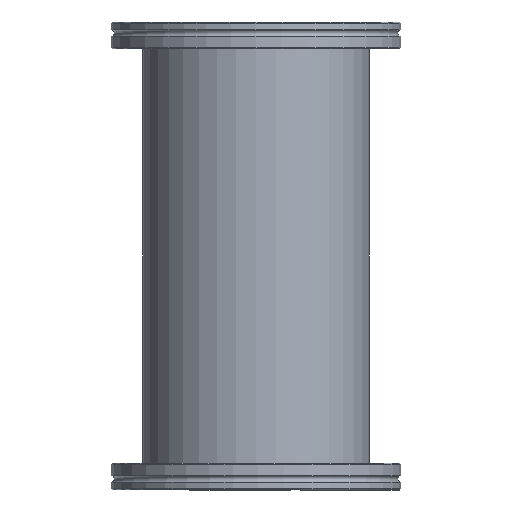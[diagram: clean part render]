
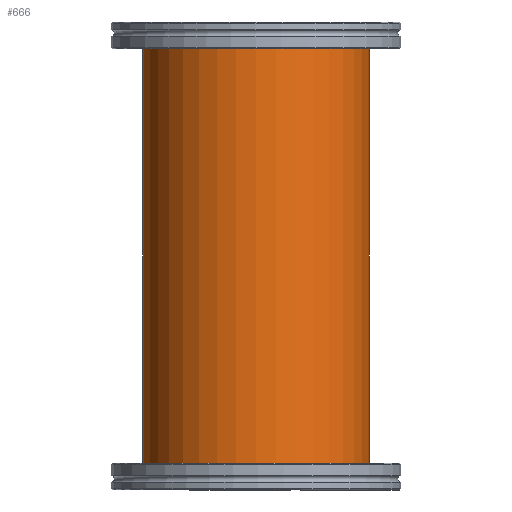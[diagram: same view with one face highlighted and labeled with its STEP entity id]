
A CAD part, left-side view. The second image highlights one B-rep face of the part: STEP entity #666.
In plain terms, the highlighted cylindrical face has radius 50.8 mm (diameter 101.6 mm), a full revolution.
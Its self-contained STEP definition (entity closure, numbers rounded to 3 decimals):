
#84=CIRCLE('',#806,50.8);
#85=CIRCLE('',#807,50.8);
#147=FACE_OUTER_BOUND('',#185,.T.);
#185=EDGE_LOOP('',(#474,#475,#476,#477,#478,#479,#480,#481,#482));
#238=LINE('',#1317,#259);
#239=LINE('',#1319,#260);
#259=VECTOR('',#929,50.8);
#260=VECTOR('',#930,50.8);
#277=B_SPLINE_CURVE_WITH_KNOTS('',3,(#1158,#1159,#1160,#1161,#1162,#1163,
#1164,#1165,#1166,#1167,#1168,#1169,#1170,#1171,#1172,#1173,#1174,#1175),
 .UNSPECIFIED.,.F.,.F.,(4,2,2,2,2,2,2,2,4),(2.901,3.264,
3.626,3.989,4.351,4.714,5.077,
5.44,5.803),.UNSPECIFIED.);
#278=B_SPLINE_CURVE_WITH_KNOTS('',3,(#1177,#1178,#1179,#1180,#1181,#1182,
#1183,#1184,#1185,#1186,#1187,#1188,#1189,#1190,#1191,#1192,#1193,#1194,
#1195,#1196,#1197,#1198,#1199,#1200,#1201,#1202,#1203,#1204,#1205,#1206,
#1207,#1208,#1209,#1210,#1211),.UNSPECIFIED.,.F.,.F.,(4,2,2,2,2,2,2,2,3,
2,2,2,2,2,2,2,4),(8.704,9.067,9.429,9.792,
10.154,10.517,10.88,11.243,11.605,
11.968,12.331,12.694,13.057,13.419,
13.782,14.144,14.507),.UNSPECIFIED.);
#279=B_SPLINE_CURVE_WITH_KNOTS('',3,(#1212,#1213,#1214,#1215,#1216,#1217,
#1218,#1219,#1220,#1221,#1222,#1223,#1224,#1225,#1226,#1227,#1228,#1229),
 .UNSPECIFIED.,.F.,.F.,(4,2,2,2,2,2,2,2,4),(5.803,6.166,
6.528,6.891,7.254,7.616,7.979,
8.342,8.704),.UNSPECIFIED.);
#289=VERTEX_POINT('',#1156);
#290=VERTEX_POINT('',#1157);
#291=VERTEX_POINT('',#1176);
#298=VERTEX_POINT('',#1315);
#299=VERTEX_POINT('',#1318);
#359=EDGE_CURVE('',#289,#290,#277,.T.);
#360=EDGE_CURVE('',#291,#289,#278,.T.);
#361=EDGE_CURVE('',#290,#291,#279,.T.);
#371=EDGE_CURVE('',#298,#298,#84,.T.);
#372=EDGE_CURVE('',#298,#289,#238,.T.);
#373=EDGE_CURVE('',#291,#299,#239,.T.);
#374=EDGE_CURVE('',#299,#299,#85,.T.);
#474=ORIENTED_EDGE('',*,*,#371,.F.);
#475=ORIENTED_EDGE('',*,*,#372,.T.);
#476=ORIENTED_EDGE('',*,*,#359,.T.);
#477=ORIENTED_EDGE('',*,*,#361,.T.);
#478=ORIENTED_EDGE('',*,*,#373,.T.);
#479=ORIENTED_EDGE('',*,*,#374,.F.);
#480=ORIENTED_EDGE('',*,*,#373,.F.);
#481=ORIENTED_EDGE('',*,*,#360,.T.);
#482=ORIENTED_EDGE('',*,*,#372,.F.);
#649=CYLINDRICAL_SURFACE('',#805,50.8);
#666=ADVANCED_FACE('',(#147),#649,.T.);
#805=AXIS2_PLACEMENT_3D('',#1314,#925,#926);
#806=AXIS2_PLACEMENT_3D('',#1316,#927,#928);
#807=AXIS2_PLACEMENT_3D('',#1320,#931,#932);
#925=DIRECTION('center_axis',(0.,0.,1.));
#926=DIRECTION('ref_axis',(-1.,0.,0.));
#927=DIRECTION('center_axis',(0.,0.,1.));
#928=DIRECTION('ref_axis',(-1.,0.,0.));
#929=DIRECTION('',(0.,0.,-1.));
#930=DIRECTION('',(0.,0.,-1.));
#931=DIRECTION('center_axis',(0.,0.,-1.));
#932=DIRECTION('ref_axis',(-1.,0.,0.));
#1156=CARTESIAN_POINT('',(50.8,0.,117.35));
#1157=CARTESIAN_POINT('',(47.093,19.05,98.3));
#1158=CARTESIAN_POINT('Ctrl Pts',(50.8,0.,117.35));
#1159=CARTESIAN_POINT('Ctrl Pts',(50.8,1.208,117.35));
#1160=CARTESIAN_POINT('Ctrl Pts',(50.756,2.454,117.233));
#1161=CARTESIAN_POINT('Ctrl Pts',(50.576,4.926,116.745));
#1162=CARTESIAN_POINT('Ctrl Pts',(50.44,6.151,116.374));
#1163=CARTESIAN_POINT('Ctrl Pts',(50.099,8.494,115.398));
#1164=CARTESIAN_POINT('Ctrl Pts',(49.893,9.615,114.793));
#1165=CARTESIAN_POINT('Ctrl Pts',(49.45,11.683,113.398));
#1166=CARTESIAN_POINT('Ctrl Pts',(49.212,12.632,112.609));
#1167=CARTESIAN_POINT('Ctrl Pts',(48.751,14.31,110.931));
#1168=CARTESIAN_POINT('Ctrl Pts',(48.51,15.099,109.982));
#1169=CARTESIAN_POINT('Ctrl Pts',(48.054,16.493,107.914));
#1170=CARTESIAN_POINT('Ctrl Pts',(47.839,17.099,106.794));
#1171=CARTESIAN_POINT('Ctrl Pts',(47.479,18.074,104.452));
#1172=CARTESIAN_POINT('Ctrl Pts',(47.334,18.445,103.227));
#1173=CARTESIAN_POINT('Ctrl Pts',(47.141,18.933,100.756));
#1174=CARTESIAN_POINT('Ctrl Pts',(47.093,19.05,99.509));
#1175=CARTESIAN_POINT('Ctrl Pts',(47.093,19.05,98.3));
#1176=CARTESIAN_POINT('',(50.8,0.,79.25));
#1177=CARTESIAN_POINT('Ctrl Pts',(50.8,0.,79.25));
#1178=CARTESIAN_POINT('Ctrl Pts',(50.8,-1.208,79.25));
#1179=CARTESIAN_POINT('Ctrl Pts',(50.756,-2.454,79.367));
#1180=CARTESIAN_POINT('Ctrl Pts',(50.576,-4.926,79.855));
#1181=CARTESIAN_POINT('Ctrl Pts',(50.44,-6.151,80.226));
#1182=CARTESIAN_POINT('Ctrl Pts',(50.099,-8.494,81.202));
#1183=CARTESIAN_POINT('Ctrl Pts',(49.893,-9.615,81.807));
#1184=CARTESIAN_POINT('Ctrl Pts',(49.45,-11.683,83.202));
#1185=CARTESIAN_POINT('Ctrl Pts',(49.212,-12.632,83.991));
#1186=CARTESIAN_POINT('Ctrl Pts',(48.751,-14.31,85.669));
#1187=CARTESIAN_POINT('Ctrl Pts',(48.51,-15.099,86.618));
#1188=CARTESIAN_POINT('Ctrl Pts',(48.054,-16.493,88.686));
#1189=CARTESIAN_POINT('Ctrl Pts',(47.839,-17.099,89.806));
#1190=CARTESIAN_POINT('Ctrl Pts',(47.479,-18.074,92.148));
#1191=CARTESIAN_POINT('Ctrl Pts',(47.334,-18.445,93.373));
#1192=CARTESIAN_POINT('Ctrl Pts',(47.141,-18.933,95.844));
#1193=CARTESIAN_POINT('Ctrl Pts',(47.093,-19.05,97.091));
#1194=CARTESIAN_POINT('Ctrl Pts',(47.093,-19.05,98.3));
#1195=CARTESIAN_POINT('Ctrl Pts',(47.093,-19.05,99.509));
#1196=CARTESIAN_POINT('Ctrl Pts',(47.141,-18.933,100.756));
#1197=CARTESIAN_POINT('Ctrl Pts',(47.334,-18.445,103.227));
#1198=CARTESIAN_POINT('Ctrl Pts',(47.479,-18.074,104.452));
#1199=CARTESIAN_POINT('Ctrl Pts',(47.839,-17.099,106.794));
#1200=CARTESIAN_POINT('Ctrl Pts',(48.054,-16.493,107.914));
#1201=CARTESIAN_POINT('Ctrl Pts',(48.51,-15.099,109.982));
#1202=CARTESIAN_POINT('Ctrl Pts',(48.751,-14.31,110.931));
#1203=CARTESIAN_POINT('Ctrl Pts',(49.212,-12.632,112.609));
#1204=CARTESIAN_POINT('Ctrl Pts',(49.45,-11.683,113.398));
#1205=CARTESIAN_POINT('Ctrl Pts',(49.893,-9.615,114.793));
#1206=CARTESIAN_POINT('Ctrl Pts',(50.099,-8.494,115.398));
#1207=CARTESIAN_POINT('Ctrl Pts',(50.44,-6.151,116.374));
#1208=CARTESIAN_POINT('Ctrl Pts',(50.576,-4.926,116.745));
#1209=CARTESIAN_POINT('Ctrl Pts',(50.756,-2.454,117.233));
#1210=CARTESIAN_POINT('Ctrl Pts',(50.8,-1.208,117.35));
#1211=CARTESIAN_POINT('Ctrl Pts',(50.8,0.,117.35));
#1212=CARTESIAN_POINT('Ctrl Pts',(47.093,19.05,98.3));
#1213=CARTESIAN_POINT('Ctrl Pts',(47.093,19.05,97.091));
#1214=CARTESIAN_POINT('Ctrl Pts',(47.141,18.933,95.844));
#1215=CARTESIAN_POINT('Ctrl Pts',(47.334,18.445,93.373));
#1216=CARTESIAN_POINT('Ctrl Pts',(47.479,18.074,92.148));
#1217=CARTESIAN_POINT('Ctrl Pts',(47.839,17.099,89.806));
#1218=CARTESIAN_POINT('Ctrl Pts',(48.054,16.493,88.686));
#1219=CARTESIAN_POINT('Ctrl Pts',(48.51,15.099,86.618));
#1220=CARTESIAN_POINT('Ctrl Pts',(48.751,14.31,85.669));
#1221=CARTESIAN_POINT('Ctrl Pts',(49.212,12.632,83.991));
#1222=CARTESIAN_POINT('Ctrl Pts',(49.45,11.683,83.202));
#1223=CARTESIAN_POINT('Ctrl Pts',(49.893,9.615,81.807));
#1224=CARTESIAN_POINT('Ctrl Pts',(50.099,8.494,81.202));
#1225=CARTESIAN_POINT('Ctrl Pts',(50.44,6.151,80.226));
#1226=CARTESIAN_POINT('Ctrl Pts',(50.576,4.926,79.855));
#1227=CARTESIAN_POINT('Ctrl Pts',(50.756,2.454,79.367));
#1228=CARTESIAN_POINT('Ctrl Pts',(50.8,1.208,79.25));
#1229=CARTESIAN_POINT('Ctrl Pts',(50.8,0.,79.25));
#1314=CARTESIAN_POINT('Origin',(0.,0.,0.));
#1315=CARTESIAN_POINT('',(50.8,0.,196.6));
#1316=CARTESIAN_POINT('Origin',(0.,0.,196.6));
#1317=CARTESIAN_POINT('',(50.8,0.,0.));
#1318=CARTESIAN_POINT('',(50.8,0.,0.));
#1319=CARTESIAN_POINT('',(50.8,0.,0.));
#1320=CARTESIAN_POINT('Origin',(0.,0.,0.));
